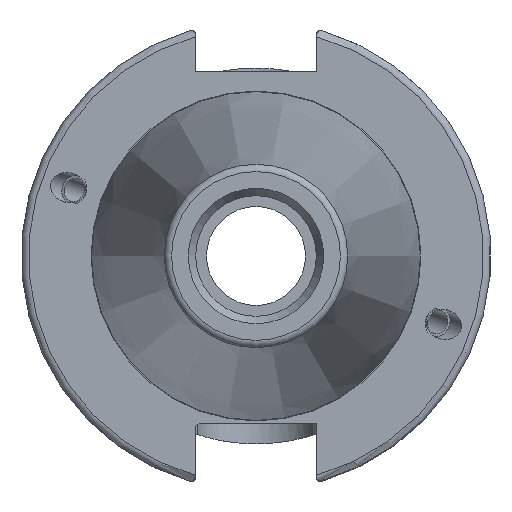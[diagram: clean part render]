
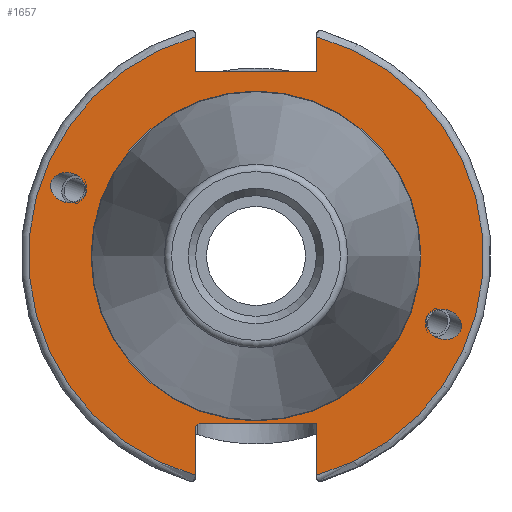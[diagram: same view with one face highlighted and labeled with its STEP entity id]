
A CAD part, left-side view. The second image highlights one B-rep face of the part: STEP entity #1657.
In plain terms, the highlighted planar face has unit normal (-1, 0, 0).
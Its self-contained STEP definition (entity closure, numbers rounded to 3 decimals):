
#42=FACE_BOUND('',#249,.T.);
#43=FACE_BOUND('',#250,.T.);
#44=FACE_BOUND('',#251,.T.);
#61=ELLIPSE('',#1780,2.442,2.);
#62=ELLIPSE('',#1781,2.442,2.);
#81=PLANE('',#1777);
#155=FACE_OUTER_BOUND('',#248,.T.);
#248=EDGE_LOOP('',(#1146,#1147,#1148,#1149,#1150,#1151,#1152,#1153,#1154));
#249=EDGE_LOOP('',(#1155));
#250=EDGE_LOOP('',(#1156));
#251=EDGE_LOOP('',(#1157));
#357=CIRCLE('',#1778,30.75);
#358=CIRCLE('',#1779,30.75);
#359=CIRCLE('',#1782,22.3);
#445=LINE('',#2651,#539);
#446=LINE('',#2653,#540);
#447=LINE('',#2657,#541);
#448=LINE('',#2659,#542);
#449=LINE('',#2661,#543);
#450=LINE('',#2665,#544);
#451=LINE('',#2666,#545);
#539=VECTOR('',#1995,10.);
#540=VECTOR('',#1996,10.);
#541=VECTOR('',#1999,10.);
#542=VECTOR('',#2000,10.);
#543=VECTOR('',#2001,10.);
#544=VECTOR('',#2004,10.);
#545=VECTOR('',#2005,10.);
#694=VERTEX_POINT('',#2649);
#695=VERTEX_POINT('',#2650);
#696=VERTEX_POINT('',#2652);
#697=VERTEX_POINT('',#2654);
#698=VERTEX_POINT('',#2656);
#699=VERTEX_POINT('',#2658);
#700=VERTEX_POINT('',#2660);
#701=VERTEX_POINT('',#2662);
#702=VERTEX_POINT('',#2664);
#703=VERTEX_POINT('',#2667);
#704=VERTEX_POINT('',#2669);
#705=VERTEX_POINT('',#2671);
#876=EDGE_CURVE('',#694,#695,#445,.T.);
#877=EDGE_CURVE('',#695,#696,#446,.T.);
#878=EDGE_CURVE('',#697,#696,#357,.T.);
#879=EDGE_CURVE('',#697,#698,#447,.T.);
#880=EDGE_CURVE('',#698,#699,#448,.T.);
#881=EDGE_CURVE('',#699,#700,#449,.T.);
#882=EDGE_CURVE('',#701,#700,#358,.T.);
#883=EDGE_CURVE('',#701,#702,#450,.T.);
#884=EDGE_CURVE('',#694,#702,#451,.T.);
#885=EDGE_CURVE('',#703,#703,#61,.T.);
#886=EDGE_CURVE('',#704,#704,#62,.T.);
#887=EDGE_CURVE('',#705,#705,#359,.T.);
#1146=ORIENTED_EDGE('',*,*,#876,.T.);
#1147=ORIENTED_EDGE('',*,*,#877,.T.);
#1148=ORIENTED_EDGE('',*,*,#878,.F.);
#1149=ORIENTED_EDGE('',*,*,#879,.T.);
#1150=ORIENTED_EDGE('',*,*,#880,.T.);
#1151=ORIENTED_EDGE('',*,*,#881,.T.);
#1152=ORIENTED_EDGE('',*,*,#882,.F.);
#1153=ORIENTED_EDGE('',*,*,#883,.T.);
#1154=ORIENTED_EDGE('',*,*,#884,.F.);
#1155=ORIENTED_EDGE('',*,*,#885,.T.);
#1156=ORIENTED_EDGE('',*,*,#886,.T.);
#1157=ORIENTED_EDGE('',*,*,#887,.F.);
#1657=ADVANCED_FACE('',(#155,#42,#43,#44),#81,.T.);
#1777=AXIS2_PLACEMENT_3D('',#2648,#1993,#1994);
#1778=AXIS2_PLACEMENT_3D('',#2655,#1997,#1998);
#1779=AXIS2_PLACEMENT_3D('',#2663,#2002,#2003);
#1780=AXIS2_PLACEMENT_3D('',#2668,#2006,#2007);
#1781=AXIS2_PLACEMENT_3D('',#2670,#2008,#2009);
#1782=AXIS2_PLACEMENT_3D('',#2672,#2010,#2011);
#1993=DIRECTION('center_axis',(-1.,0.,0.));
#1994=DIRECTION('ref_axis',(0.,0.,1.));
#1995=DIRECTION('',(0.,-1.,0.));
#1996=DIRECTION('',(0.,0.,-1.));
#1997=DIRECTION('center_axis',(1.,0.,0.));
#1998=DIRECTION('ref_axis',(0.,-1.,0.));
#1999=DIRECTION('',(0.,0.,-1.));
#2000=DIRECTION('',(0.,1.,0.));
#2001=DIRECTION('',(0.,0.,1.));
#2002=DIRECTION('center_axis',(1.,0.,0.));
#2003=DIRECTION('ref_axis',(0.,1.,0.));
#2004=DIRECTION('',(0.,0.,1.));
#2005=DIRECTION('',(0.,0.707,-0.707));
#2006=DIRECTION('center_axis',(1.,0.,0.));
#2007=DIRECTION('ref_axis',(0.,-0.94,-0.342));
#2008=DIRECTION('center_axis',(1.,0.,0.));
#2009=DIRECTION('ref_axis',(0.,0.94,0.342));
#2010=DIRECTION('center_axis',(-1.,0.,0.));
#2011=DIRECTION('ref_axis',(0.,-1.,0.));
#2648=CARTESIAN_POINT('Origin',(3.175,31.75,0.));
#2649=CARTESIAN_POINT('',(3.175,7.69,-22.6));
#2650=CARTESIAN_POINT('',(3.175,-8.19,-22.6));
#2651=CARTESIAN_POINT('',(3.175,15.875,-22.6));
#2652=CARTESIAN_POINT('',(3.175,-8.19,-29.639));
#2653=CARTESIAN_POINT('',(3.175,-8.19,-11.3));
#2654=CARTESIAN_POINT('',(3.175,-8.19,29.639));
#2655=CARTESIAN_POINT('Origin',(3.175,0.,0.));
#2656=CARTESIAN_POINT('',(3.175,-8.19,25.));
#2657=CARTESIAN_POINT('',(3.175,-8.19,12.5));
#2658=CARTESIAN_POINT('',(3.175,8.19,25.));
#2659=CARTESIAN_POINT('',(3.175,15.875,25.));
#2660=CARTESIAN_POINT('',(3.175,8.19,29.639));
#2661=CARTESIAN_POINT('',(3.175,8.19,12.5));
#2662=CARTESIAN_POINT('',(3.175,8.19,-29.639));
#2663=CARTESIAN_POINT('Origin',(3.175,0.,0.));
#2664=CARTESIAN_POINT('',(3.175,8.19,-23.1));
#2665=CARTESIAN_POINT('',(3.175,8.19,-11.3));
#2666=CARTESIAN_POINT('',(3.175,8.18,-23.09));
#2667=CARTESIAN_POINT('',(3.175,-23.077,-8.399));
#2668=CARTESIAN_POINT('Origin',(3.175,-25.372,-9.235));
#2669=CARTESIAN_POINT('',(3.175,23.077,8.399));
#2670=CARTESIAN_POINT('Origin',(3.175,25.372,9.235));
#2671=CARTESIAN_POINT('',(3.175,0.,22.3));
#2672=CARTESIAN_POINT('Origin',(3.175,0.,0.));
